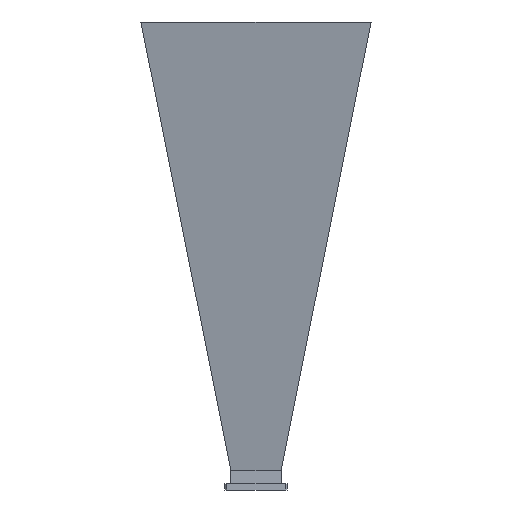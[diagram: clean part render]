
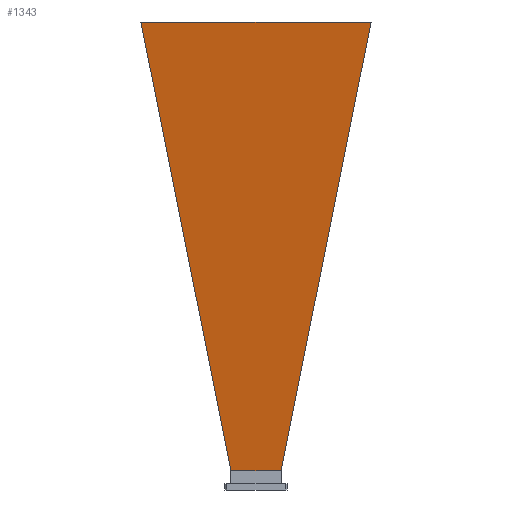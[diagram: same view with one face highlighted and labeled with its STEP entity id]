
A CAD part, left-side view. The second image highlights one B-rep face of the part: STEP entity #1343.
In plain terms, the highlighted planar face has unit normal (-0.987, 0, -0.161).
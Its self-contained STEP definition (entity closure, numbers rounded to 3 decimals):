
#23 = VERTEX_POINT ( 'NONE', #1753 ) ;
#36 = EDGE_LOOP ( 'NONE', ( #1230, #1882, #594, #397 ) ) ;
#74 = EDGE_CURVE ( 'NONE', #23, #1332, #1305, .T. ) ;
#88 = CARTESIAN_POINT ( 'NONE',  ( -20.02, -39.081, 49.758 ) ) ;
#129 = EDGE_CURVE ( 'NONE', #1332, #1257, #1054, .T. ) ;
#397 = ORIENTED_EDGE ( 'NONE', *, *, #1051, .T. ) ;
#405 = DIRECTION ( 'NONE',  ( -0.161, 0., 0.987 ) ) ;
#594 = ORIENTED_EDGE ( 'NONE', *, *, #129, .T. ) ;
#633 = DIRECTION ( 'NONE',  ( 0.158, -0.194, -0.968 ) ) ;
#727 = CARTESIAN_POINT ( 'NONE',  ( -133.901, -179.442, 749.758 ) ) ;
#866 = LINE ( 'NONE', #1453, #1956 ) ;
#1017 = VECTOR ( 'NONE', #633, 1000. ) ;
#1051 = EDGE_CURVE ( 'NONE', #1257, #1438, #1218, .T. ) ;
#1054 = LINE ( 'NONE', #1217, #1525 ) ;
#1152 = VECTOR ( 'NONE', #1165, 1000. ) ;
#1165 = DIRECTION ( 'NONE',  ( -0.158, -0.194, 0.968 ) ) ;
#1172 = FACE_OUTER_BOUND ( 'NONE', #36, .T. ) ;
#1181 = AXIS2_PLACEMENT_3D ( 'NONE', #1751, #1771, #405 ) ;
#1217 = CARTESIAN_POINT ( 'NONE',  ( -133.901, 0., 749.758 ) ) ;
#1218 = LINE ( 'NONE', #1521, #1017 ) ;
#1228 = DIRECTION ( 'NONE',  ( 0., 1., 0. ) ) ;
#1230 = ORIENTED_EDGE ( 'NONE', *, *, #1236, .T. ) ;
#1236 = EDGE_CURVE ( 'NONE', #1438, #23, #866, .T. ) ;
#1257 = VERTEX_POINT ( 'NONE', #1474 ) ;
#1305 = LINE ( 'NONE', #88, #1152 ) ;
#1332 = VERTEX_POINT ( 'NONE', #727 ) ;
#1343 = ADVANCED_FACE ( 'NONE', ( #1172 ), #1613, .T. ) ;
#1438 = VERTEX_POINT ( 'NONE', #1690 ) ;
#1453 = CARTESIAN_POINT ( 'NONE',  ( -20.02, 0., 49.758 ) ) ;
#1474 = CARTESIAN_POINT ( 'NONE',  ( -133.901, 179.442, 749.758 ) ) ;
#1521 = CARTESIAN_POINT ( 'NONE',  ( -133.901, 179.442, 749.758 ) ) ;
#1525 = VECTOR ( 'NONE', #1228, 1000. ) ;
#1613 = PLANE ( 'NONE',  #1181 ) ;
#1690 = CARTESIAN_POINT ( 'NONE',  ( -20.02, 39.081, 49.758 ) ) ;
#1751 = CARTESIAN_POINT ( 'NONE',  ( -76.902, 0., 399.397 ) ) ;
#1753 = CARTESIAN_POINT ( 'NONE',  ( -20.02, -39.081, 49.758 ) ) ;
#1771 = DIRECTION ( 'NONE',  ( -0.987, 0., -0.161 ) ) ;
#1882 = ORIENTED_EDGE ( 'NONE', *, *, #74, .T. ) ;
#1910 = DIRECTION ( 'NONE',  ( 0., -1., 0. ) ) ;
#1956 = VECTOR ( 'NONE', #1910, 1000. ) ;
